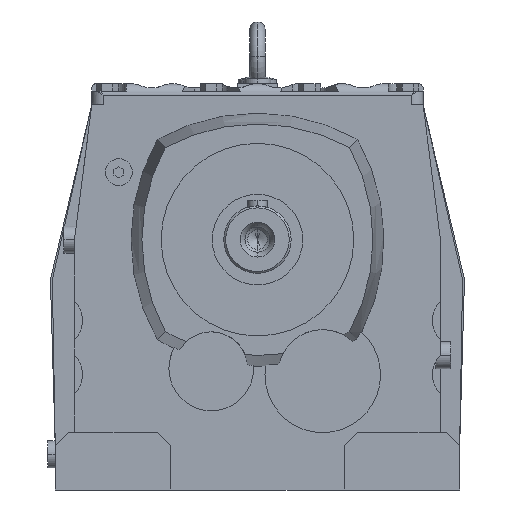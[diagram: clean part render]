
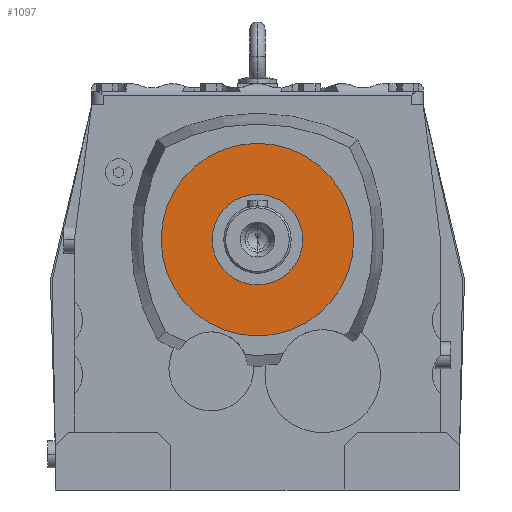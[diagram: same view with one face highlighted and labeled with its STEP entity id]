
A CAD part, left-side view. The second image highlights one B-rep face of the part: STEP entity #1097.
In plain terms, the highlighted planar face has unit normal (-1, 0, 0).
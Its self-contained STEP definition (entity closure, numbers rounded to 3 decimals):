
#1097=ADVANCED_FACE('',(#2263,#2264),#2265,.T.);
#2263=FACE_OUTER_BOUND('',#3564,.T.);
#2264=FACE_BOUND('',#3565,.T.);
#2265=PLANE('',#3566);
#3564=EDGE_LOOP('',(#6835,#6836));
#3565=EDGE_LOOP('',(#6837,#6838));
#3566=AXIS2_PLACEMENT_3D('',#6839,#6840,#6841);
#6835=ORIENTED_EDGE('',*,*,#8466,.T.);
#6836=ORIENTED_EDGE('',*,*,#7258,.T.);
#6837=ORIENTED_EDGE('',*,*,#7255,.T.);
#6838=ORIENTED_EDGE('',*,*,#8467,.T.);
#6839=CARTESIAN_POINT('',(3.5,0.0,0.0));
#6840=DIRECTION('',(-1.0,0.0,0.0));
#6841=DIRECTION('',(0.0,-1.0,0.0));
#7255=EDGE_CURVE('',#8658,#8662,#8664,.T.);
#7258=EDGE_CURVE('',#8669,#8666,#8670,.T.);
#8466=EDGE_CURVE('',#8666,#8669,#10432,.T.);
#8467=EDGE_CURVE('',#8662,#8658,#10433,.T.);
#8658=VERTEX_POINT('',#10840);
#8662=VERTEX_POINT('',#10845);
#8664=CIRCLE('',#10848,23.5);
#8666=VERTEX_POINT('',#10850);
#8669=VERTEX_POINT('',#10854);
#8670=CIRCLE('',#10855,50.0);
#10432=CIRCLE('',#14696,50.0);
#10433=CIRCLE('',#14697,23.5);
#10840=CARTESIAN_POINT('',(3.5,23.5,0.0));
#10845=CARTESIAN_POINT('',(3.5,-23.5,0.));
#10848=AXIS2_PLACEMENT_3D('',#15008,#15009,#15010);
#10850=CARTESIAN_POINT('',(3.5,50.0,0.0));
#10854=CARTESIAN_POINT('',(3.5,-50.0,0.));
#10855=AXIS2_PLACEMENT_3D('',#15012,#15013,#15014);
#14696=AXIS2_PLACEMENT_3D('',#16152,#16153,#16154);
#14697=AXIS2_PLACEMENT_3D('',#16155,#16156,#16157);
#15008=CARTESIAN_POINT('',(3.5,0.0,0.0));
#15009=DIRECTION('',(1.0,0.0,0.0));
#15010=DIRECTION('',(0.0,1.0,0.0));
#15012=CARTESIAN_POINT('',(3.5,0.0,0.0));
#15013=DIRECTION('',(-1.0,0.0,0.0));
#15014=DIRECTION('',(0.0,1.0,0.0));
#16152=CARTESIAN_POINT('',(3.5,0.0,0.0));
#16153=DIRECTION('',(-1.0,0.0,0.0));
#16154=DIRECTION('',(0.0,1.0,0.0));
#16155=CARTESIAN_POINT('',(3.5,0.0,0.0));
#16156=DIRECTION('',(1.0,0.0,0.0));
#16157=DIRECTION('',(0.0,1.0,0.0));
